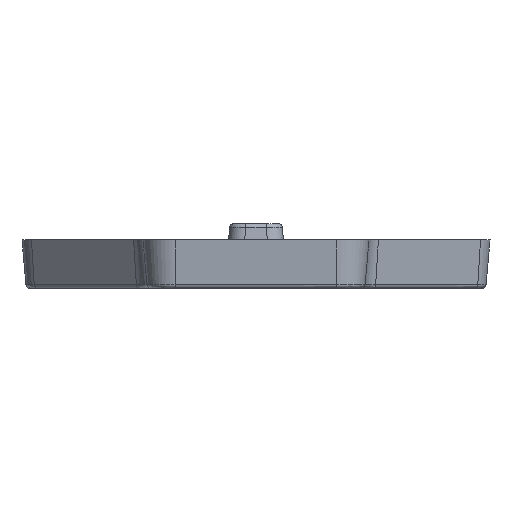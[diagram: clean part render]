
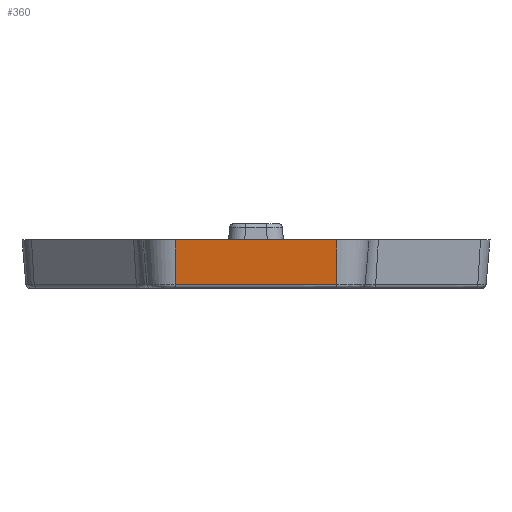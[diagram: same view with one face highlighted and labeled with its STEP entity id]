
A CAD part, front view. The second image highlights one B-rep face of the part: STEP entity #360.
In plain terms, the highlighted planar face has unit normal (0, -0.996, -0.087).
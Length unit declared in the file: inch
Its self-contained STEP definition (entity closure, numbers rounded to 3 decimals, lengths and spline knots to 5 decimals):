
#56=B_SPLINE_CURVE_WITH_KNOTS('',1,(#3555,#3556),.UNSPECIFIED.,.F.,.F.,
(2,2),(0.,0.10954),.UNSPECIFIED.);
#57=B_SPLINE_CURVE_WITH_KNOTS('',1,(#3557,#3558),.UNSPECIFIED.,.F.,.F.,
(2,2),(0.,0.3937),.UNSPECIFIED.);
#58=B_SPLINE_CURVE_WITH_KNOTS('',1,(#3559,#3560),.UNSPECIFIED.,.F.,.F.,
(2,2),(0.,0.10954),.UNSPECIFIED.);
#105=B_SPLINE_CURVE_WITH_KNOTS('',1,(#3803,#3804,#3805,#3806),
 .UNSPECIFIED.,.F.,.F.,(2,1,1,2),(0.,0.16914,0.22456,
0.3937),.UNSPECIFIED.);
#360=ADVANCED_FACE('',(#518),#2106,.T.);
#518=FACE_OUTER_BOUND('',#664,.T.);
#664=EDGE_LOOP('',(#858,#859,#860,#861));
#858=ORIENTED_EDGE('',*,*,#1440,.T.);
#859=ORIENTED_EDGE('',*,*,#1441,.T.);
#860=ORIENTED_EDGE('',*,*,#1442,.T.);
#861=ORIENTED_EDGE('',*,*,#1539,.F.);
#1440=EDGE_CURVE('',#1926,#1927,#56,.T.);
#1441=EDGE_CURVE('',#1927,#1928,#57,.T.);
#1442=EDGE_CURVE('',#1928,#1925,#58,.T.);
#1539=EDGE_CURVE('',#1926,#1925,#105,.T.);
#1925=VERTEX_POINT('',#3362);
#1926=VERTEX_POINT('',#3363);
#1927=VERTEX_POINT('',#3364);
#1928=VERTEX_POINT('',#3365);
#2106=PLANE('',#2154);
#2154=AXIS2_PLACEMENT_3D('',#2591,#2183,$);
#2183=DIRECTION('',(0.,-0.996,-0.087));
#2591=CARTESIAN_POINT('',(-0.83634,-1.60838,0.60876));
#3362=CARTESIAN_POINT('',(0.19685,-1.55512,0.));
#3363=CARTESIAN_POINT('',(-0.19685,-1.55512,0.));
#3364=CARTESIAN_POINT('',(-0.19685,-1.54557,-0.10913));
#3365=CARTESIAN_POINT('',(0.19685,-1.54557,-0.10913));
#3555=CARTESIAN_POINT('',(-0.19685,-1.55512,0.));
#3556=CARTESIAN_POINT('',(-0.19685,-1.54557,-0.10913));
#3557=CARTESIAN_POINT('',(-0.19685,-1.54557,-0.10913));
#3558=CARTESIAN_POINT('',(0.19685,-1.54557,-0.10913));
#3559=CARTESIAN_POINT('',(0.19685,-1.54557,-0.10913));
#3560=CARTESIAN_POINT('',(0.19685,-1.55512,0.));
#3803=CARTESIAN_POINT('',(-0.19685,-1.55512,0.));
#3804=CARTESIAN_POINT('',(-0.02771,-1.55512,0.));
#3805=CARTESIAN_POINT('',(0.02771,-1.55512,0.));
#3806=CARTESIAN_POINT('',(0.19685,-1.55512,0.));
